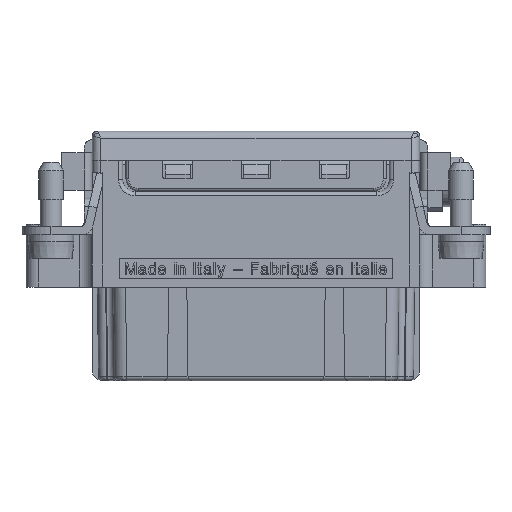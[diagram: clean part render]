
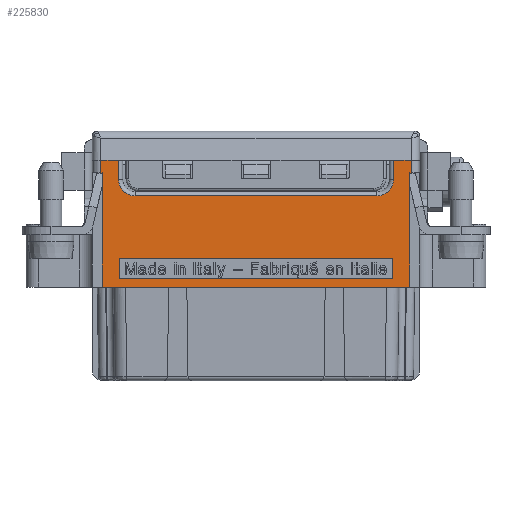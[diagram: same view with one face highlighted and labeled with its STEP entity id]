
A CAD part, front view. The second image highlights one B-rep face of the part: STEP entity #225830.
In plain terms, the highlighted planar face has unit normal (0, -1, 0).
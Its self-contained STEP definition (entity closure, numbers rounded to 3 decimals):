
#38480=CARTESIAN_POINT('',(96.296,42.084,-6.6));
#38490=VERTEX_POINT('',#38480);
#38660=CARTESIAN_POINT('',(96.296,42.084,-4.1));
#38670=VERTEX_POINT('',#38660);
#38700=CARTESIAN_POINT('',(96.296,42.084,0.));
#38710=DIRECTION('',(0.,0.,1.));
#38720=VECTOR('',#38710,1.);
#38730=LINE('',#38700,#38720);
#38740=EDGE_CURVE('',#38490,#38670,#38730,.T.);
#78170=CARTESIAN_POINT('',(63.296,42.084,-4.1));
#78180=VERTEX_POINT('',#78170);
#78350=CARTESIAN_POINT('',(63.296,42.084,-6.6));
#78360=VERTEX_POINT('',#78350);
#78390=CARTESIAN_POINT('',(63.296,42.084,0.));
#78400=DIRECTION('',(0.,0.,-1.));
#78410=VECTOR('',#78400,1.);
#78420=LINE('',#78390,#78410);
#78430=EDGE_CURVE('',#78180,#78360,#78420,.T.);
#92460=CARTESIAN_POINT('',(0.,42.084,-4.1));
#92470=DIRECTION('',(-1.,0.,0.));
#92480=VECTOR('',#92470,1.);
#92490=LINE('',#92460,#92480);
#92500=EDGE_CURVE('',#38670,#78180,#92490,.T.);
#192120=CARTESIAN_POINT('',(98.346,42.084,-7.6
));
#192130=VERTEX_POINT('',#192120);
#192160=CARTESIAN_POINT('',(98.346,42.084,0.));
#192170=DIRECTION('',(0.,0.,-1.));
#192180=VECTOR('',#192170,1.);
#192190=LINE('',#192160,#192180);
#192200=CARTESIAN_POINT('',(98.346,42.084,6.2));
#192210=VERTEX_POINT('',#192200);
#192220=EDGE_CURVE('',#192210,#192130,#192190,.T.);
#205890=CARTESIAN_POINT('',(0.,42.084,6.2));
#205900=DIRECTION('',(-1.,0.,0.));
#205910=VECTOR('',#205900,1.);
#205920=LINE('',#205890,#205910);
#205930=CARTESIAN_POINT('',(98.546,42.084,6.2));
#205940=VERTEX_POINT('',#205930);
#205950=EDGE_CURVE('',#205940,#192210,#205920,.T.);
#211560=CARTESIAN_POINT('',(61.246,42.084,
6.2));
#211570=VERTEX_POINT('',#211560);
#211600=CARTESIAN_POINT('',(61.246,42.084,0.));
#211610=DIRECTION('',(0.,0.,-1.));
#211620=VECTOR('',#211610,1.);
#211630=LINE('',#211600,#211620);
#211640=CARTESIAN_POINT('',(61.246,42.084,
-7.6));
#211650=VERTEX_POINT('',#211640);
#211660=EDGE_CURVE('',#211570,#211650,#211630,.T.);
#224800=CARTESIAN_POINT('',(9.546,42.084,-1.3)
);
#224810=DIRECTION('',(0.,1.,-0.));
#224820=DIRECTION('',(-1.,0.,0.));
#224830=AXIS2_PLACEMENT_3D('',#224800,#224810,#224820);
#224840=PLANE('',#224830);
#224850=ORIENTED_EDGE('',*,*,#92500,.F.);
#224860=ORIENTED_EDGE('',*,*,#78430,.F.);
#224870=CARTESIAN_POINT('',(0.,42.084,-6.6));
#224880=DIRECTION('',(1.,0.,0.));
#224890=VECTOR('',#224880,1.);
#224900=LINE('',#224870,#224890);
#224910=EDGE_CURVE('',#78360,#38490,#224900,.T.);
#224920=ORIENTED_EDGE('',*,*,#224910,.F.);
#224930=ORIENTED_EDGE('',*,*,#38740,.F.);
#224940=EDGE_LOOP('',(#224930,#224920,#224860,#224850));
#224950=FACE_BOUND('',#224940,.T.);
#224960=ORIENTED_EDGE('',*,*,#205950,.F.);
#224970=ORIENTED_EDGE('',*,*,#192220,.F.);
#224980=CARTESIAN_POINT('',(0.,42.084,-7.6));
#224990=DIRECTION('',(-1.,0.,0.));
#225000=VECTOR('',#224990,1.);
#225010=LINE('',#224980,#225000);
#225020=EDGE_CURVE('',#192130,#211650,#225010,.T.);
#225030=ORIENTED_EDGE('',*,*,#225020,.F.);
#225040=ORIENTED_EDGE('',*,*,#211660,.T.);
#225050=CARTESIAN_POINT('',(0.,42.084,6.2));
#225060=DIRECTION('',(-1.,0.,0.));
#225070=VECTOR('',#225060,1.);
#225080=LINE('',#225050,#225070);
#225090=CARTESIAN_POINT('',(61.046,42.084,
6.2));
#225100=VERTEX_POINT('',#225090);
#225110=EDGE_CURVE('',#211570,#225100,#225080,.T.);
#225120=ORIENTED_EDGE('',*,*,#225110,.F.);
#225130=CARTESIAN_POINT('',(61.046,42.084,0.));
#225140=DIRECTION('',(0.,0.,1.));
#225150=VECTOR('',#225140,1.);
#225160=LINE('',#225130,#225150);
#225170=CARTESIAN_POINT('',(61.046,42.084,
7.7));
#225180=VERTEX_POINT('',#225170);
#225190=EDGE_CURVE('',#225100,#225180,#225160,.T.);
#225200=ORIENTED_EDGE('',*,*,#225190,.F.);
#225210=CARTESIAN_POINT('',(0.,42.084,7.7));
#225220=DIRECTION('',(1.,0.,0.));
#225230=VECTOR('',#225220,1.);
#225240=LINE('',#225210,#225230);
#225250=CARTESIAN_POINT('',(63.196,42.084,
7.7));
#225260=VERTEX_POINT('',#225250);
#225270=EDGE_CURVE('',#225180,#225260,#225240,.T.);
#225280=ORIENTED_EDGE('',*,*,#225270,.F.);
#225290=CARTESIAN_POINT('',(63.196,42.084,0.));
#225300=DIRECTION('',(0.,0.,-1.));
#225310=VECTOR('',#225300,1.);
#225320=LINE('',#225290,#225310);
#225330=CARTESIAN_POINT('',(63.196,42.084,
5.4));
#225340=VERTEX_POINT('',#225330);
#225350=EDGE_CURVE('',#225260,#225340,#225320,.T.);
#225360=ORIENTED_EDGE('',*,*,#225350,.F.);
#225370=CARTESIAN_POINT('',(65.196,42.084,
5.4));
#225380=DIRECTION('',(0.,-1.,0.));
#225390=DIRECTION('',(-1.,0.,0.));
#225400=AXIS2_PLACEMENT_3D('',#225370,#225380,#225390);
#225410=CIRCLE('',#225400,2.);
#225420=CARTESIAN_POINT('',(65.196,42.084,
3.4));
#225430=VERTEX_POINT('',#225420);
#225440=EDGE_CURVE('',#225340,#225430,#225410,.T.);
#225450=ORIENTED_EDGE('',*,*,#225440,.F.);
#225460=CARTESIAN_POINT('',(0.,42.084,3.4));
#225470=DIRECTION('',(-1.,0.,0.));
#225480=VECTOR('',#225470,1.);
#225490=LINE('',#225460,#225480);
#225500=CARTESIAN_POINT('',(94.396,42.084,
3.4));
#225510=VERTEX_POINT('',#225500);
#225520=EDGE_CURVE('',#225510,#225430,#225490,.T.);
#225530=ORIENTED_EDGE('',*,*,#225520,.T.);
#225540=CARTESIAN_POINT('',(94.396,42.084,
5.4));
#225550=DIRECTION('',(0.,1.,0.));
#225560=DIRECTION('',(1.,0.,0.));
#225570=AXIS2_PLACEMENT_3D('',#225540,#225550,#225560);
#225580=CIRCLE('',#225570,2.);
#225590=CARTESIAN_POINT('',(96.396,42.084,
5.4));
#225600=VERTEX_POINT('',#225590);
#225610=EDGE_CURVE('',#225600,#225510,#225580,.T.);
#225620=ORIENTED_EDGE('',*,*,#225610,.T.);
#225630=CARTESIAN_POINT('',(96.396,42.084,0.));
#225640=DIRECTION('',(0.,0.,1.));
#225650=VECTOR('',#225640,1.);
#225660=LINE('',#225630,#225650);
#225670=CARTESIAN_POINT('',(96.396,42.084,
7.7));
#225680=VERTEX_POINT('',#225670);
#225690=EDGE_CURVE('',#225600,#225680,#225660,.T.);
#225700=ORIENTED_EDGE('',*,*,#225690,.F.);
#225710=CARTESIAN_POINT('',(98.546,42.084,7.7)
);
#225720=VERTEX_POINT('',#225710);
#225730=EDGE_CURVE('',#225680,#225720,#225240,.T.);
#225740=ORIENTED_EDGE('',*,*,#225730,.F.);
#225750=CARTESIAN_POINT('',(98.546,42.084,0.));
#225760=DIRECTION('',(0.,0.,-1.));
#225770=VECTOR('',#225760,1.);
#225780=LINE('',#225750,#225770);
#225790=EDGE_CURVE('',#225720,#205940,#225780,.T.);
#225800=ORIENTED_EDGE('',*,*,#225790,.F.);
#225810=EDGE_LOOP('',(#225800,#225740,#225700,#225620,#225530,#225450,
#225360,#225280,#225200,#225120,#225040,#225030,#224970,#224960));
#225820=FACE_OUTER_BOUND('',#225810,.T.);
#225830=ADVANCED_FACE('',(#224950,#225820),#224840,.F.);
